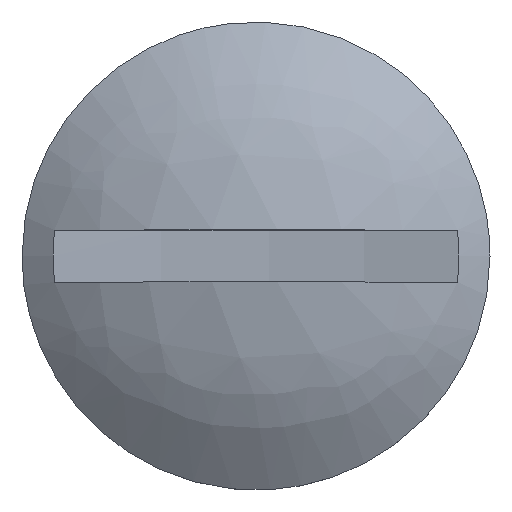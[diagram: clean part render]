
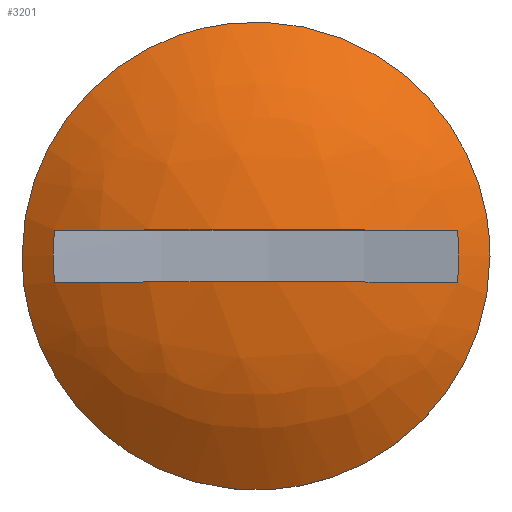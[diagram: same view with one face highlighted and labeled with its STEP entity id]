
A CAD part, top view. The second image highlights one B-rep face of the part: STEP entity #3201.
In plain terms, the highlighted free-form (B-spline) face has degree [2, 2] with [4, 4] control points.
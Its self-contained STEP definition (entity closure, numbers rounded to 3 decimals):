
#316=CARTESIAN_POINT('',(-1.062,8.937,0.8));
#317=VERTEX_POINT('',#316);
#323=CARTESIAN_POINT('',(9.0,0.0,0.8));
#324=VERTEX_POINT('',#323);
#325=CARTESIAN_POINT('',(-1.062,8.937,0.8));
#326=CARTESIAN_POINT('',(-0.533,9.0,0.8));
#327=CARTESIAN_POINT('',(0.0,9.0,0.8));
#328=CARTESIAN_POINT('',(9.0,9.0,0.8));
#329=CARTESIAN_POINT('',(9.0,0.0,0.8));
#337=(BOUNDED_CURVE()B_SPLINE_CURVE(2,(#325,#326,#327,#328,#329),.UNSPECIFIED.,.F.,.U.)B_SPLINE_CURVE_WITH_KNOTS((3,2,3),(0.23,0.25,0.5),.UNSPECIFIED.)CURVE()GEOMETRIC_REPRESENTATION_ITEM()RATIONAL_B_SPLINE_CURVE((0.956,0.976,1.0,0.707,1.0))REPRESENTATION_ITEM(''));
#338=EDGE_CURVE('',#317,#324,#337,.T.);
#340=CARTESIAN_POINT('',(0.549,-8.983,0.8));
#341=VERTEX_POINT('',#340);
#342=CARTESIAN_POINT('',(9.0,0.0,0.8));
#343=CARTESIAN_POINT('',(9.,-8.466,0.8));
#344=CARTESIAN_POINT('',(0.549,-8.983,0.8));
#352=(BOUNDED_CURVE()B_SPLINE_CURVE(2,(#342,#343,#344),.UNSPECIFIED.,.F.,.U.)B_SPLINE_CURVE_WITH_KNOTS((3,3),(0.5,0.739),.UNSPECIFIED.)CURVE()GEOMETRIC_REPRESENTATION_ITEM()RATIONAL_B_SPLINE_CURVE((1.0,0.72,0.976))REPRESENTATION_ITEM(''));
#353=EDGE_CURVE('',#324,#341,#352,.T.);
#427=CARTESIAN_POINT('',(-9.0,0.0,0.8));
#428=VERTEX_POINT('',#427);
#429=CARTESIAN_POINT('',(0.549,-8.983,0.8));
#430=CARTESIAN_POINT('',(0.275,-9.0,0.8));
#431=CARTESIAN_POINT('',(0.0,-9.0,0.8));
#432=CARTESIAN_POINT('',(-9.0,-9.0,0.8));
#433=CARTESIAN_POINT('',(-9.0,0.0,0.8));
#441=(BOUNDED_CURVE()B_SPLINE_CURVE(2,(#429,#430,#431,#432,#433),.UNSPECIFIED.,.F.,.U.)B_SPLINE_CURVE_WITH_KNOTS((3,2,3),(0.739,0.75,1.0),.UNSPECIFIED.)CURVE()GEOMETRIC_REPRESENTATION_ITEM()RATIONAL_B_SPLINE_CURVE((0.976,0.988,1.0,0.707,1.0))REPRESENTATION_ITEM(''));
#442=EDGE_CURVE('',#341,#428,#441,.T.);
#444=CARTESIAN_POINT('',(-9.0,0.0,0.8));
#445=CARTESIAN_POINT('',(-9.,7.994,0.8));
#446=CARTESIAN_POINT('',(-1.062,8.937,0.8));
#454=(BOUNDED_CURVE()B_SPLINE_CURVE(2,(#444,#445,#446),.UNSPECIFIED.,.F.,.U.)B_SPLINE_CURVE_WITH_KNOTS((3,3),(0.0,0.23),.UNSPECIFIED.)CURVE()GEOMETRIC_REPRESENTATION_ITEM()RATIONAL_B_SPLINE_CURVE((1.0,0.731,0.956))REPRESENTATION_ITEM(''));
#455=EDGE_CURVE('',#428,#317,#454,.T.);
#3042=CARTESIAN_POINT('',(-7.756,-1.,1.6));
#3043=VERTEX_POINT('',#3042);
#3044=CARTESIAN_POINT('',(7.756,-1.,1.6));
#3045=VERTEX_POINT('',#3044);
#3059=CARTESIAN_POINT('',(7.756,-1.,1.6));
#3060=CARTESIAN_POINT('',(0.,-1.,6.3));
#3061=CARTESIAN_POINT('',(-7.756,-1.,1.6));
#3069=(BOUNDED_CURVE()B_SPLINE_CURVE(2,(#3059,#3060,#3061),.UNSPECIFIED.,.F.,.U.)CURVE()GEOMETRIC_REPRESENTATION_ITEM()QUASI_UNIFORM_CURVE()RATIONAL_B_SPLINE_CURVE((1.0,0.855,1.0))REPRESENTATION_ITEM(''));
#3070=EDGE_CURVE('',#3045,#3043,#3069,.T.);
#3080=CARTESIAN_POINT('',(7.756,1.0,1.6));
#3081=VERTEX_POINT('',#3080);
#3082=CARTESIAN_POINT('',(-7.756,1.0,1.6));
#3083=VERTEX_POINT('',#3082);
#3084=CARTESIAN_POINT('',(7.756,1.0,1.6));
#3085=CARTESIAN_POINT('',(0.,1.0,6.3));
#3086=CARTESIAN_POINT('',(-7.756,1.0,1.6));
#3094=(BOUNDED_CURVE()B_SPLINE_CURVE(2,(#3084,#3085,#3086),.UNSPECIFIED.,.F.,.U.)CURVE()GEOMETRIC_REPRESENTATION_ITEM()QUASI_UNIFORM_CURVE()RATIONAL_B_SPLINE_CURVE((1.0,0.855,1.0))REPRESENTATION_ITEM(''));
#3095=EDGE_CURVE('',#3081,#3083,#3094,.T.);
#3128=CARTESIAN_POINT('',(-7.756,-1.,1.6));
#3129=CARTESIAN_POINT('',(-7.788,-0.667,1.607));
#3130=CARTESIAN_POINT('',(-7.82,0.,1.613));
#3131=CARTESIAN_POINT('',(-7.788,0.667,1.607));
#3132=CARTESIAN_POINT('',(-7.756,1.0,1.6));
#3133=B_SPLINE_CURVE_WITH_KNOTS('',3,(#3128,#3129,#3130,#3131,#3132),.UNSPECIFIED.,.F.,.U.,(4,1,4),(0.0,0.5,1.0),.UNSPECIFIED.);
#3134=EDGE_CURVE('',#3043,#3083,#3133,.T.);
#3137=CARTESIAN_POINT('',(7.756,1.0,1.6));
#3138=CARTESIAN_POINT('',(7.788,0.667,1.607));
#3139=CARTESIAN_POINT('',(7.82,0.,1.613));
#3140=CARTESIAN_POINT('',(7.788,-0.667,1.607));
#3141=CARTESIAN_POINT('',(7.756,-1.,1.6));
#3142=B_SPLINE_CURVE_WITH_KNOTS('',3,(#3137,#3138,#3139,#3140,#3141),.UNSPECIFIED.,.F.,.U.,(4,1,4),(0.0,0.5,1.0),.UNSPECIFIED.);
#3143=EDGE_CURVE('',#3081,#3045,#3142,.T.);
#3165=CARTESIAN_POINT('',(-8.669,-8.668,-2.556));
#3166=CARTESIAN_POINT('',(-4.848,-9.696,0.245));
#3167=CARTESIAN_POINT('',(4.848,-9.696,0.245));
#3168=CARTESIAN_POINT('',(8.669,-8.668,-2.556));
#3169=CARTESIAN_POINT('',(-9.696,-4.848,0.245));
#3170=CARTESIAN_POINT('',(-5.5,-5.499,3.8));
#3171=CARTESIAN_POINT('',(5.5,-5.499,3.8));
#3172=CARTESIAN_POINT('',(9.696,-4.848,0.245));
#3173=CARTESIAN_POINT('',(-9.696,4.848,0.245));
#3174=CARTESIAN_POINT('',(-5.5,5.499,3.8));
#3175=CARTESIAN_POINT('',(5.5,5.499,3.8));
#3176=CARTESIAN_POINT('',(9.696,4.848,0.245));
#3177=CARTESIAN_POINT('',(-8.669,8.668,-2.556));
#3178=CARTESIAN_POINT('',(-4.848,9.696,0.245));
#3179=CARTESIAN_POINT('',(4.848,9.696,0.245));
#3180=CARTESIAN_POINT('',(8.669,8.668,-2.556));
#3188=(BOUNDED_SURFACE()B_SPLINE_SURFACE(2,2,((#3165,#3169,#3173,#3177),(#3166,#3170,#3174,#3178),(#3167,#3171,#3175,#3179),(#3168,#3172,#3176,#3180)),.UNSPECIFIED.,.F.,.F.,.U.)B_SPLINE_SURFACE_WITH_KNOTS((3,1,3),(3,1,3),(1.152,11.305,21.458),(1.153,11.305,21.458),.UNSPECIFIED.)GEOMETRIC_REPRESENTATION_ITEM()RATIONAL_B_SPLINE_SURFACE(((1.269,1.134,1.134,1.269),(1.134,1.0,1.0,1.134),(1.134,1.0,1.0,1.134),(1.269,1.134,1.134,1.269)))REPRESENTATION_ITEM('')SURFACE());
#3189=ORIENTED_EDGE('',*,*,#442,.F.);
#3190=ORIENTED_EDGE('',*,*,#353,.F.);
#3191=ORIENTED_EDGE('',*,*,#338,.F.);
#3192=ORIENTED_EDGE('',*,*,#455,.F.);
#3193=EDGE_LOOP('',(#3189,#3190,#3191,#3192));
#3194=FACE_OUTER_BOUND('',#3193,.T.);
#3195=ORIENTED_EDGE('',*,*,#3095,.F.);
#3196=ORIENTED_EDGE('',*,*,#3143,.T.);
#3197=ORIENTED_EDGE('',*,*,#3070,.T.);
#3198=ORIENTED_EDGE('',*,*,#3134,.T.);
#3199=EDGE_LOOP('',(#3195,#3196,#3197,#3198));
#3200=FACE_BOUND('',#3199,.T.);
#3201=ADVANCED_FACE('',(#3194,#3200),#3188,.T.);
